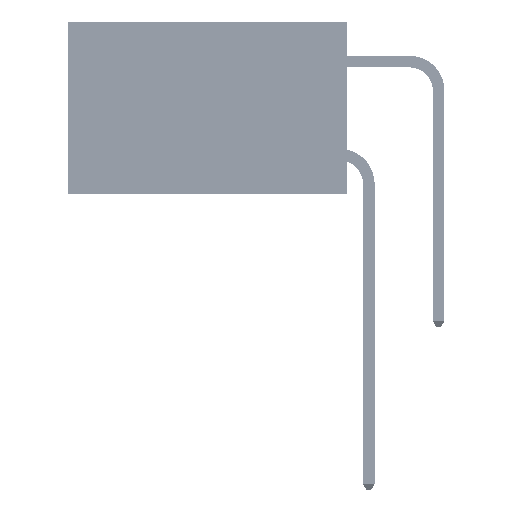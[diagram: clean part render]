
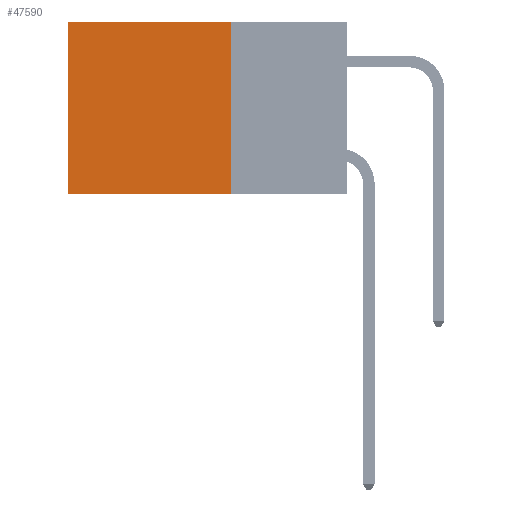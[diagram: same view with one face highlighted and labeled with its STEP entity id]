
A CAD part, left-side view. The second image highlights one B-rep face of the part: STEP entity #47590.
In plain terms, the highlighted planar face has unit normal (-1, 0, 0).
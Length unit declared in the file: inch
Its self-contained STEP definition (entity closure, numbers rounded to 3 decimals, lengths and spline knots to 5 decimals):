
#3270 = EDGE_CURVE ( 'NONE', #40079, #7653, #49633, .T. ) ;
#3551 = DIRECTION ( 'NONE',  ( 0., 0., -1. ) ) ;
#3946 = DIRECTION ( 'NONE',  ( 0., 0., -1. ) ) ;
#6017 = LINE ( 'NONE', #50898, #24742 ) ;
#6915 = DIRECTION ( 'NONE',  ( 1., 0., 0. ) ) ;
#7173 = FACE_OUTER_BOUND ( 'NONE', #21690, .T. ) ;
#7653 = VERTEX_POINT ( 'NONE', #34683 ) ;
#8903 = VECTOR ( 'NONE', #20219, 39.37008 ) ;
#10008 = DIRECTION ( 'NONE',  ( 0., 0., -1. ) ) ;
#10184 = LINE ( 'NONE', #47880, #8903 ) ;
#10647 = DIRECTION ( 'NONE',  ( 0., 1., 0. ) ) ;
#11111 = PLANE ( 'NONE',  #27964 ) ;
#12266 = VECTOR ( 'NONE', #10647, 39.37008 ) ;
#12657 = ORIENTED_EDGE ( 'NONE', *, *, #46543, .T. ) ;
#15840 = EDGE_CURVE ( 'NONE', #26388, #40079, #6017, .T. ) ;
#17900 = ORIENTED_EDGE ( 'NONE', *, *, #15840, .F. ) ;
#20219 = DIRECTION ( 'NONE',  ( 0., 1., 0. ) ) ;
#20279 = CARTESIAN_POINT ( 'NONE',  ( 0.2875, 0.25, -0.37 ) ) ;
#21690 = EDGE_LOOP ( 'NONE', ( #12657, #21969, #17900, #36739 ) ) ;
#21969 = ORIENTED_EDGE ( 'NONE', *, *, #3270, .F. ) ;
#22706 = CARTESIAN_POINT ( 'NONE',  ( 0.2875, 0.25, -0.37 ) ) ;
#24742 = VECTOR ( 'NONE', #3551, 39.37008 ) ;
#26388 = VERTEX_POINT ( 'NONE', #36808 ) ;
#27964 = AXIS2_PLACEMENT_3D ( 'NONE', #43315, #6915, #3946 ) ;
#30228 = VECTOR ( 'NONE', #10008, 39.37008 ) ;
#31496 = LINE ( 'NONE', #42029, #30228 ) ;
#34208 = VERTEX_POINT ( 'NONE', #35151 ) ;
#34683 = CARTESIAN_POINT ( 'NONE',  ( 0.2875, 0.6, -0.37 ) ) ;
#35151 = CARTESIAN_POINT ( 'NONE',  ( 0.2875, 0.6, 0. ) ) ;
#36739 = ORIENTED_EDGE ( 'NONE', *, *, #37516, .T. ) ;
#36808 = CARTESIAN_POINT ( 'NONE',  ( 0.2875, 0.25, 0. ) ) ;
#37516 = EDGE_CURVE ( 'NONE', #26388, #34208, #10184, .T. ) ;
#40079 = VERTEX_POINT ( 'NONE', #20279 ) ;
#42029 = CARTESIAN_POINT ( 'NONE',  ( 0.2875, 0.6, 0. ) ) ;
#43315 = CARTESIAN_POINT ( 'NONE',  ( 0.2875, 0.25, 0. ) ) ;
#46543 = EDGE_CURVE ( 'NONE', #34208, #7653, #31496, .T. ) ;
#47590 = ADVANCED_FACE ( 'NONE', ( #7173 ), #11111, .F. ) ;
#47880 = CARTESIAN_POINT ( 'NONE',  ( 0.2875, 0.25, 0. ) ) ;
#49633 = LINE ( 'NONE', #22706, #12266 ) ;
#50898 = CARTESIAN_POINT ( 'NONE',  ( 0.2875, 0.25, 0. ) ) ;
